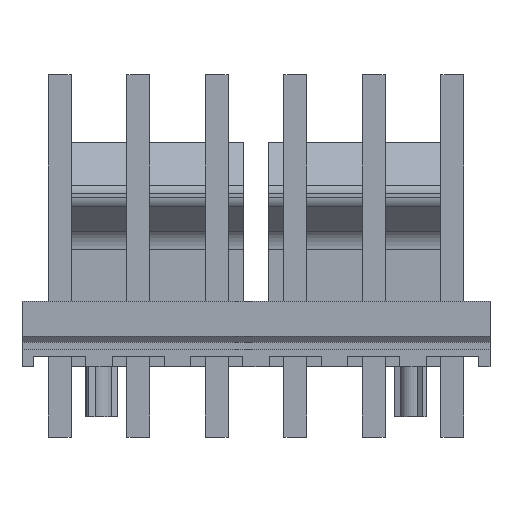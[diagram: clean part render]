
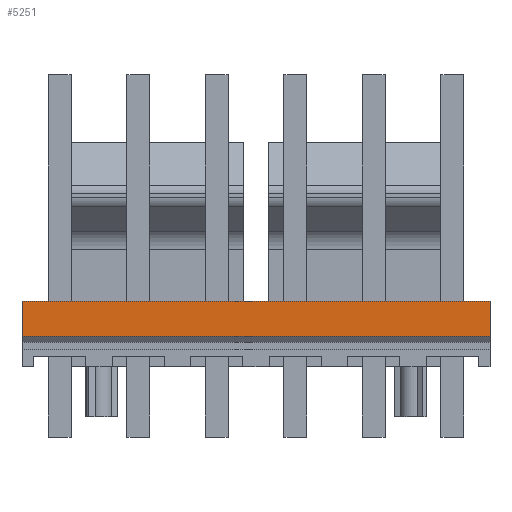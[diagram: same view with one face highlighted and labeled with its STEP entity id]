
A CAD part, top view. The second image highlights one B-rep face of the part: STEP entity #5251.
In plain terms, the highlighted planar face has unit normal (0, 0, 1).
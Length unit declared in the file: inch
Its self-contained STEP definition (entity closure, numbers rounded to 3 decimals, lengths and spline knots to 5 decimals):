
#25=DIRECTION('',(0.,-1.,0.));
#26=VECTOR('',#25,0.07);
#27=CARTESIAN_POINT('',(-0.465,0.055,0.12375));
#28=LINE('',#27,#26);
#905=DIRECTION('',(0.,-1.,0.));
#906=VECTOR('',#905,0.07);
#907=CARTESIAN_POINT('',(0.465,0.055,0.12375));
#908=LINE('',#907,#906);
#1627=DIRECTION('',(1.,0.,0.));
#1628=VECTOR('',#1627,0.93);
#1629=CARTESIAN_POINT('',(-0.465,-0.015,0.12375));
#1630=LINE('',#1629,#1628);
#1631=DIRECTION('',(1.,0.,0.));
#1632=VECTOR('',#1631,0.93);
#1633=CARTESIAN_POINT('',(-0.465,0.055,0.12375));
#1634=LINE('',#1633,#1632);
#2195=CARTESIAN_POINT('',(-0.465,0.055,0.12375));
#2196=CARTESIAN_POINT('',(-0.465,-0.015,0.12375));
#2197=VERTEX_POINT('',#2195);
#2198=VERTEX_POINT('',#2196);
#2215=CARTESIAN_POINT('',(0.465,0.055,0.12375));
#2216=CARTESIAN_POINT('',(0.465,-0.015,0.12375));
#2217=VERTEX_POINT('',#2215);
#2218=VERTEX_POINT('',#2216);
#5240=CARTESIAN_POINT('',(-0.465,0.055,0.12375));
#5241=DIRECTION('',(0.,0.,1.));
#5242=DIRECTION('',(0.,-1.,0.));
#5243=AXIS2_PLACEMENT_3D('',#5240,#5241,#5242);
#5244=PLANE('',#5243);
#5245=ORIENTED_EDGE('',*,*,#2916,.F.);
#5246=ORIENTED_EDGE('',*,*,#2969,.T.);
#5247=ORIENTED_EDGE('',*,*,#4126,.T.);
#5248=ORIENTED_EDGE('',*,*,#5233,.F.);
#5249=EDGE_LOOP('',(#5245,#5246,#5247,#5248));
#5250=FACE_OUTER_BOUND('',#5249,.F.);
#5251=ADVANCED_FACE('',(#5250),#5244,.T.);
#2916=EDGE_CURVE('',#2197,#2198,#28,.T.);
#2969=EDGE_CURVE('',#2197,#2217,#1634,.T.);
#4126=EDGE_CURVE('',#2217,#2218,#908,.T.);
#5233=EDGE_CURVE('',#2198,#2218,#1630,.T.);
